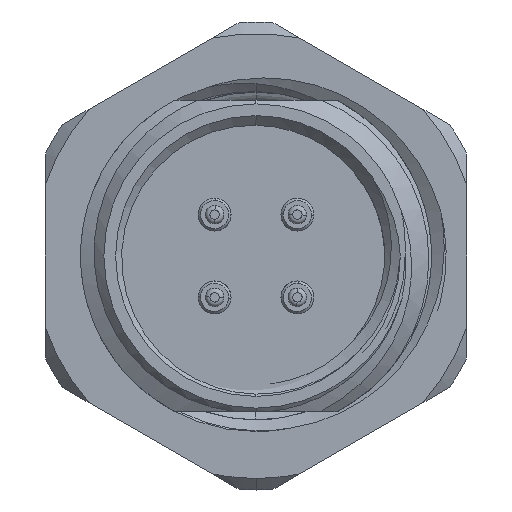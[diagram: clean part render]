
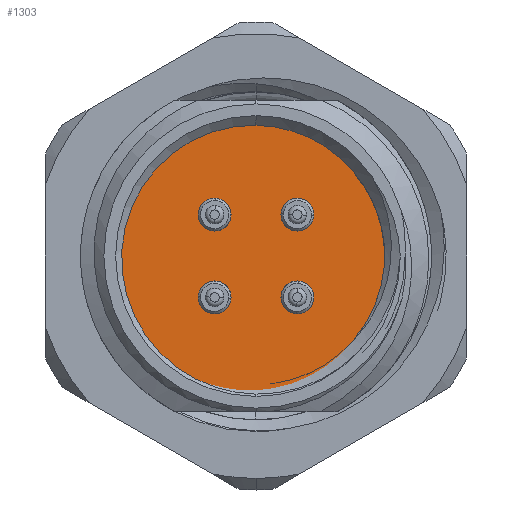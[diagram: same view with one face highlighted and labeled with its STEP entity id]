
A CAD part, left-side view. The second image highlights one B-rep face of the part: STEP entity #1303.
In plain terms, the highlighted planar face has unit normal (-1, 0, 0).
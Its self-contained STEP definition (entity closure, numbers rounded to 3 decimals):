
#216 = EDGE_LOOP ( 'NONE', ( #6955, #3795 ) ) ;
#344 = CARTESIAN_POINT ( 'NONE',  ( -13., -6., 0. ) ) ;
#349 = ORIENTED_EDGE ( 'NONE', *, *, #9704, .F. ) ;
#391 = VERTEX_POINT ( 'NONE', #7423 ) ;
#492 = AXIS2_PLACEMENT_3D ( 'NONE', #6676, #642, #4821 ) ;
#585 = EDGE_CURVE ( 'NONE', #6420, #391, #6544, .T. ) ;
#642 = DIRECTION ( 'NONE',  ( -1., 0., 0. ) ) ;
#777 = AXIS2_PLACEMENT_3D ( 'NONE', #8466, #1402, #7486 ) ;
#792 = ORIENTED_EDGE ( 'NONE', *, *, #2088, .F. ) ;
#1215 = AXIS2_PLACEMENT_3D ( 'NONE', #2516, #4198, #6054 ) ;
#1303 = ADVANCED_FACE ( 'NONE', ( #9426, #11003, #3186, #10189, #2265 ), #3875, .T. ) ;
#1402 = DIRECTION ( 'NONE',  ( -1., 0., 0. ) ) ;
#1813 = DIRECTION ( 'NONE',  ( 0., -1., 0. ) ) ;
#2088 = EDGE_CURVE ( 'NONE', #6768, #10465, #3747, .T. ) ;
#2265 = FACE_OUTER_BOUND ( 'NONE', #9738, .T. ) ;
#2351 = EDGE_CURVE ( 'NONE', #391, #6420, #5799, .T. ) ;
#2516 = CARTESIAN_POINT ( 'NONE',  ( -13., 0., 0. ) ) ;
#2702 = VERTEX_POINT ( 'NONE', #344 ) ;
#2777 = CIRCLE ( 'NONE', #9242, 0.7 ) ;
#2831 = DIRECTION ( 'NONE',  ( -1., 0., 0. ) ) ;
#3186 = FACE_BOUND ( 'NONE', #216, .T. ) ;
#3241 = CARTESIAN_POINT ( 'NONE',  ( -13., 0., 0. ) ) ;
#3345 = CARTESIAN_POINT ( 'NONE',  ( -13., 1.768, -1.768 ) ) ;
#3499 = CARTESIAN_POINT ( 'NONE',  ( -13., -1.768, -1.768 ) ) ;
#3582 = CARTESIAN_POINT ( 'NONE',  ( -13., 1.068, 1.768 ) ) ;
#3611 = EDGE_CURVE ( 'NONE', #6151, #8886, #2777, .T. ) ;
#3747 = CIRCLE ( 'NONE', #9652, 0.7 ) ;
#3795 = ORIENTED_EDGE ( 'NONE', *, *, #9538, .F. ) ;
#3875 = PLANE ( 'NONE',  #4144 ) ;
#3924 = CARTESIAN_POINT ( 'NONE',  ( -13., -2.468, 1.768 ) ) ;
#4144 = AXIS2_PLACEMENT_3D ( 'NONE', #3241, #4925, #4807 ) ;
#4198 = DIRECTION ( 'NONE',  ( 1., 0., 0. ) ) ;
#4303 = ORIENTED_EDGE ( 'NONE', *, *, #8654, .F. ) ;
#4368 = CARTESIAN_POINT ( 'NONE',  ( -13., -2.468, -1.768 ) ) ;
#4458 = CARTESIAN_POINT ( 'NONE',  ( -13., 1.768, 1.768 ) ) ;
#4536 = DIRECTION ( 'NONE',  ( -1., 0., 0. ) ) ;
#4586 = CARTESIAN_POINT ( 'NONE',  ( -13., -1.768, 1.768 ) ) ;
#4752 = ORIENTED_EDGE ( 'NONE', *, *, #5269, .F. ) ;
#4807 = DIRECTION ( 'NONE',  ( 0., -1., 0. ) ) ;
#4821 = DIRECTION ( 'NONE',  ( 0., -1., 0. ) ) ;
#4925 = DIRECTION ( 'NONE',  ( -1., 0., 0. ) ) ;
#4938 = DIRECTION ( 'NONE',  ( 1., 0., 0. ) ) ;
#5093 = DIRECTION ( 'NONE',  ( -1., 0., 0. ) ) ;
#5269 = EDGE_CURVE ( 'NONE', #10465, #6768, #9399, .T. ) ;
#5406 = CARTESIAN_POINT ( 'NONE',  ( -13., -1.068, -1.768 ) ) ;
#5465 = DIRECTION ( 'NONE',  ( -1., 0., 0. ) ) ;
#5735 = ORIENTED_EDGE ( 'NONE', *, *, #585, .F. ) ;
#5799 = CIRCLE ( 'NONE', #777, 0.7 ) ;
#5990 = AXIS2_PLACEMENT_3D ( 'NONE', #4458, #2831, #8724 ) ;
#6054 = DIRECTION ( 'NONE',  ( 0., 1., 0. ) ) ;
#6151 = VERTEX_POINT ( 'NONE', #4368 ) ;
#6224 = AXIS2_PLACEMENT_3D ( 'NONE', #4586, #5465, #8969 ) ;
#6226 = CARTESIAN_POINT ( 'NONE',  ( -13., 2.468, -1.768 ) ) ;
#6293 = DIRECTION ( 'NONE',  ( -1., 0., 0. ) ) ;
#6404 = CARTESIAN_POINT ( 'NONE',  ( -13., -1.768, -1.768 ) ) ;
#6410 = EDGE_LOOP ( 'NONE', ( #9420, #11253 ) ) ;
#6420 = VERTEX_POINT ( 'NONE', #3582 ) ;
#6452 = AXIS2_PLACEMENT_3D ( 'NONE', #3345, #5093, #10408 ) ;
#6544 = CIRCLE ( 'NONE', #5990, 0.7 ) ;
#6676 = CARTESIAN_POINT ( 'NONE',  ( -13., -1.768, 1.768 ) ) ;
#6768 = VERTEX_POINT ( 'NONE', #6226 ) ;
#6773 = CIRCLE ( 'NONE', #6224, 0.7 ) ;
#6784 = CARTESIAN_POINT ( 'NONE',  ( -13., 0., 0. ) ) ;
#6955 = ORIENTED_EDGE ( 'NONE', *, *, #9650, .F. ) ;
#7423 = CARTESIAN_POINT ( 'NONE',  ( -13., 2.468, 1.768 ) ) ;
#7486 = DIRECTION ( 'NONE',  ( 0., -1., 0. ) ) ;
#7965 = DIRECTION ( 'NONE',  ( 0., -1., 0. ) ) ;
#7973 = DIRECTION ( 'NONE',  ( 0., -1., 0. ) ) ;
#7976 = EDGE_LOOP ( 'NONE', ( #4752, #792 ) ) ;
#8022 = CARTESIAN_POINT ( 'NONE',  ( -13., 6., 0. ) ) ;
#8073 = AXIS2_PLACEMENT_3D ( 'NONE', #6784, #4938, #10308 ) ;
#8214 = EDGE_LOOP ( 'NONE', ( #5735, #8389 ) ) ;
#8219 = EDGE_CURVE ( 'NONE', #8886, #6151, #9176, .T. ) ;
#8258 = VERTEX_POINT ( 'NONE', #8022 ) ;
#8389 = ORIENTED_EDGE ( 'NONE', *, *, #2351, .F. ) ;
#8428 = CIRCLE ( 'NONE', #1215, 6. ) ;
#8466 = CARTESIAN_POINT ( 'NONE',  ( -13., 1.768, 1.768 ) ) ;
#8654 = EDGE_CURVE ( 'NONE', #8258, #2702, #8428, .T. ) ;
#8724 = DIRECTION ( 'NONE',  ( 0., -1., 0. ) ) ;
#8805 = CARTESIAN_POINT ( 'NONE',  ( -13., -1.068, 1.768 ) ) ;
#8886 = VERTEX_POINT ( 'NONE', #5406 ) ;
#8925 = CARTESIAN_POINT ( 'NONE',  ( -13., 1.768, -1.768 ) ) ;
#8969 = DIRECTION ( 'NONE',  ( 0., -1., 0. ) ) ;
#9176 = CIRCLE ( 'NONE', #10117, 0.7 ) ;
#9242 = AXIS2_PLACEMENT_3D ( 'NONE', #6404, #9924, #7973 ) ;
#9399 = CIRCLE ( 'NONE', #6452, 0.7 ) ;
#9420 = ORIENTED_EDGE ( 'NONE', *, *, #3611, .F. ) ;
#9426 = FACE_BOUND ( 'NONE', #8214, .T. ) ;
#9538 = EDGE_CURVE ( 'NONE', #10492, #10997, #6773, .T. ) ;
#9650 = EDGE_CURVE ( 'NONE', #10997, #10492, #9900, .T. ) ;
#9652 = AXIS2_PLACEMENT_3D ( 'NONE', #8925, #4536, #1813 ) ;
#9704 = EDGE_CURVE ( 'NONE', #2702, #8258, #11209, .T. ) ;
#9738 = EDGE_LOOP ( 'NONE', ( #4303, #349 ) ) ;
#9799 = CARTESIAN_POINT ( 'NONE',  ( -13., 1.068, -1.768 ) ) ;
#9900 = CIRCLE ( 'NONE', #492, 0.7 ) ;
#9924 = DIRECTION ( 'NONE',  ( -1., 0., 0. ) ) ;
#10117 = AXIS2_PLACEMENT_3D ( 'NONE', #3499, #6293, #7965 ) ;
#10189 = FACE_BOUND ( 'NONE', #7976, .T. ) ;
#10308 = DIRECTION ( 'NONE',  ( 0., 1., 0. ) ) ;
#10408 = DIRECTION ( 'NONE',  ( 0., -1., 0. ) ) ;
#10465 = VERTEX_POINT ( 'NONE', #9799 ) ;
#10492 = VERTEX_POINT ( 'NONE', #8805 ) ;
#10997 = VERTEX_POINT ( 'NONE', #3924 ) ;
#11003 = FACE_BOUND ( 'NONE', #6410, .T. ) ;
#11209 = CIRCLE ( 'NONE', #8073, 6. ) ;
#11253 = ORIENTED_EDGE ( 'NONE', *, *, #8219, .F. ) ;
